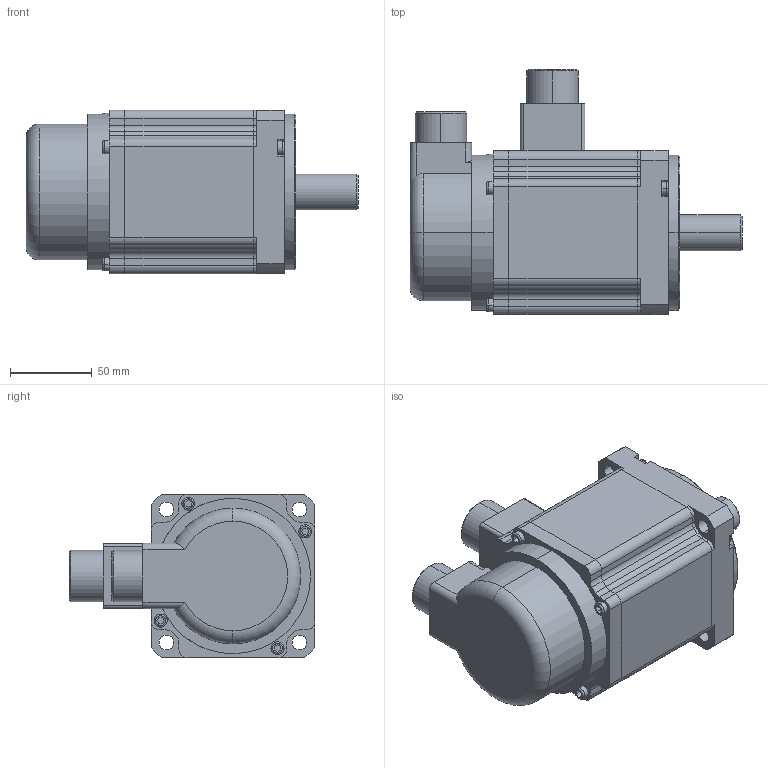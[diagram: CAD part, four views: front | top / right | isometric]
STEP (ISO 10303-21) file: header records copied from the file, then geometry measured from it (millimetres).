
FILE_DESCRIPTION (( 'STEP AP214' ), '1' );
FILE_NAME ('SVL-210.step', '2016-04-07T15:58:24', ( '' ), ( '' ), 'SwSTEP 2.0', 'SolidWorks 2015', '' );
FILE_SCHEMA (( 'AUTOMOTIVE_DESIGN' ));
Length unit declared in the file: millimetre
Products named in the file (1): SVL-210
Bounding box: 203 x 150 x 100 mm (x, y, z)
Volume: 1384157.4 mm3; surface area: 136064.2 mm2
Topology: 36 solids, 36 shells, 433 faces, 1082 edges, 687 vertices
Faces by surface type: plane 186, cylinder 166, sphere 46, torus 25, cone 10
Entity records: 14171 total; most frequent: DIRECTION 2295, CARTESIAN_POINT 2149, ORIENTED_EDGE 1980, EDGE_CURVE 990, AXIS2_PLACEMENT_3D 877, VERTEX_POINT 641, VECTOR 541, LINE 541
